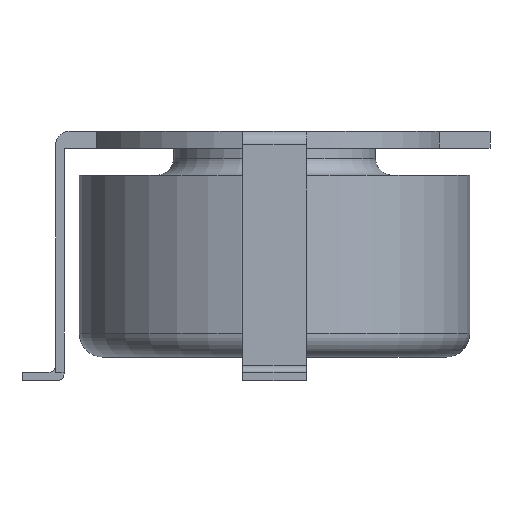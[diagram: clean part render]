
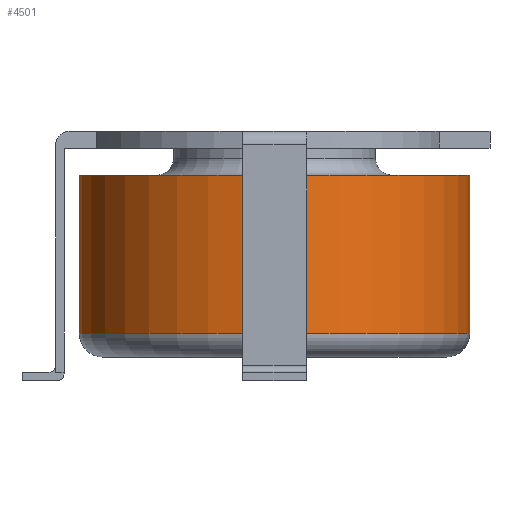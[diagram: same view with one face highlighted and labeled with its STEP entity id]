
A CAD part, front view. The second image highlights one B-rep face of the part: STEP entity #4501.
In plain terms, the highlighted cylindrical face has radius 5.8 mm (diameter 11.6 mm), a full revolution.
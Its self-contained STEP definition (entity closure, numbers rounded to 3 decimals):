
#4501 = ADVANCED_FACE('',(#4502),#4516,.T.);
#4502 = FACE_BOUND('',#4503,.T.);
#4503 = EDGE_LOOP('',(#4504,#4534,#4561,#4562));
#4504 = ORIENTED_EDGE('',*,*,#4505,.F.);
#4505 = EDGE_CURVE('',#4506,#4508,#4510,.T.);
#4506 = VERTEX_POINT('',#4507);
#4507 = CARTESIAN_POINT('',(0.,-5.8,-5.5));
#4508 = VERTEX_POINT('',#4509);
#4509 = CARTESIAN_POINT('',(0.,-5.8,-0.8));
#4510 = SEAM_CURVE('',#4511,(#4515,#4527),.PCURVE_S1.);
#4511 = LINE('',#4512,#4513);
#4512 = CARTESIAN_POINT('',(0.,-5.8,-6.2));
#4513 = VECTOR('',#4514,1.);
#4514 = DIRECTION('',(0.,0.,1.));
#4515 = PCURVE('',#4516,#4521);
#4516 = CYLINDRICAL_SURFACE('',#4517,5.8);
#4517 = AXIS2_PLACEMENT_3D('',#4518,#4519,#4520);
#4518 = CARTESIAN_POINT('',(0.,0.,-6.2)
  );
#4519 = DIRECTION('',(0.,0.,1.));
#4520 = DIRECTION('',(0.,-1.,0.));
#4521 = DEFINITIONAL_REPRESENTATION('',(#4522),#4526);
#4522 = LINE('',#4523,#4524);
#4523 = CARTESIAN_POINT('',(0.,0.));
#4524 = VECTOR('',#4525,1.);
#4525 = DIRECTION('',(0.,1.));
#4526 = ( GEOMETRIC_REPRESENTATION_CONTEXT(2) 
PARAMETRIC_REPRESENTATION_CONTEXT() REPRESENTATION_CONTEXT('2D SPACE',''
  ) );
#4527 = PCURVE('',#4516,#4528);
#4528 = DEFINITIONAL_REPRESENTATION('',(#4529),#4533);
#4529 = LINE('',#4530,#4531);
#4530 = CARTESIAN_POINT('',(6.283,0.));
#4531 = VECTOR('',#4532,1.);
#4532 = DIRECTION('',(0.,1.));
#4533 = ( GEOMETRIC_REPRESENTATION_CONTEXT(2) 
PARAMETRIC_REPRESENTATION_CONTEXT() REPRESENTATION_CONTEXT('2D SPACE',''
  ) );
#4534 = ORIENTED_EDGE('',*,*,#4535,.T.);
#4535 = EDGE_CURVE('',#4506,#4506,#4536,.T.);
#4536 = SURFACE_CURVE('',#4537,(#4542,#4549),.PCURVE_S1.);
#4537 = CIRCLE('',#4538,5.8);
#4538 = AXIS2_PLACEMENT_3D('',#4539,#4540,#4541);
#4539 = CARTESIAN_POINT('',(0.,0.,-5.5)
  );
#4540 = DIRECTION('',(0.,0.,1.));
#4541 = DIRECTION('',(0.,-1.,0.));
#4542 = PCURVE('',#4516,#4543);
#4543 = DEFINITIONAL_REPRESENTATION('',(#4544),#4548);
#4544 = LINE('',#4545,#4546);
#4545 = CARTESIAN_POINT('',(0.,0.7));
#4546 = VECTOR('',#4547,1.);
#4547 = DIRECTION('',(1.,0.));
#4548 = ( GEOMETRIC_REPRESENTATION_CONTEXT(2) 
PARAMETRIC_REPRESENTATION_CONTEXT() REPRESENTATION_CONTEXT('2D SPACE',''
  ) );
#4549 = PCURVE('',#4550,#4555);
#4550 = TOROIDAL_SURFACE('',#4551,5.1,0.7);
#4551 = AXIS2_PLACEMENT_3D('',#4552,#4553,#4554);
#4552 = CARTESIAN_POINT('',(0.,0.,-5.5)
  );
#4553 = DIRECTION('',(0.,0.,-1.));
#4554 = DIRECTION('',(0.,-1.,0.));
#4555 = DEFINITIONAL_REPRESENTATION('',(#4556),#4560);
#4556 = LINE('',#4557,#4558);
#4557 = CARTESIAN_POINT('',(-0.,0.));
#4558 = VECTOR('',#4559,1.);
#4559 = DIRECTION('',(-1.,0.));
#4560 = ( GEOMETRIC_REPRESENTATION_CONTEXT(2) 
PARAMETRIC_REPRESENTATION_CONTEXT() REPRESENTATION_CONTEXT('2D SPACE',''
  ) );
#4561 = ORIENTED_EDGE('',*,*,#4505,.T.);
#4562 = ORIENTED_EDGE('',*,*,#4563,.F.);
#4563 = EDGE_CURVE('',#4508,#4508,#4564,.T.);
#4564 = SURFACE_CURVE('',#4565,(#4570,#4577),.PCURVE_S1.);
#4565 = CIRCLE('',#4566,5.8);
#4566 = AXIS2_PLACEMENT_3D('',#4567,#4568,#4569);
#4567 = CARTESIAN_POINT('',(0.,0.,-0.8)
  );
#4568 = DIRECTION('',(0.,0.,1.));
#4569 = DIRECTION('',(0.,-1.,0.));
#4570 = PCURVE('',#4516,#4571);
#4571 = DEFINITIONAL_REPRESENTATION('',(#4572),#4576);
#4572 = LINE('',#4573,#4574);
#4573 = CARTESIAN_POINT('',(0.,5.4));
#4574 = VECTOR('',#4575,1.);
#4575 = DIRECTION('',(1.,0.));
#4576 = ( GEOMETRIC_REPRESENTATION_CONTEXT(2) 
PARAMETRIC_REPRESENTATION_CONTEXT() REPRESENTATION_CONTEXT('2D SPACE',''
  ) );
#4577 = PCURVE('',#4578,#4583);
#4578 = PLANE('',#4579);
#4579 = AXIS2_PLACEMENT_3D('',#4580,#4581,#4582);
#4580 = CARTESIAN_POINT('',(0.,0.,-0.8)
  );
#4581 = DIRECTION('',(0.,0.,1.));
#4582 = DIRECTION('',(0.,-1.,0.));
#4583 = DEFINITIONAL_REPRESENTATION('',(#4584),#4588);
#4584 = CIRCLE('',#4585,5.8);
#4585 = AXIS2_PLACEMENT_2D('',#4586,#4587);
#4586 = CARTESIAN_POINT('',(0.,0.));
#4587 = DIRECTION('',(1.,0.));
#4588 = ( GEOMETRIC_REPRESENTATION_CONTEXT(2) 
PARAMETRIC_REPRESENTATION_CONTEXT() REPRESENTATION_CONTEXT('2D SPACE',''
  ) );
